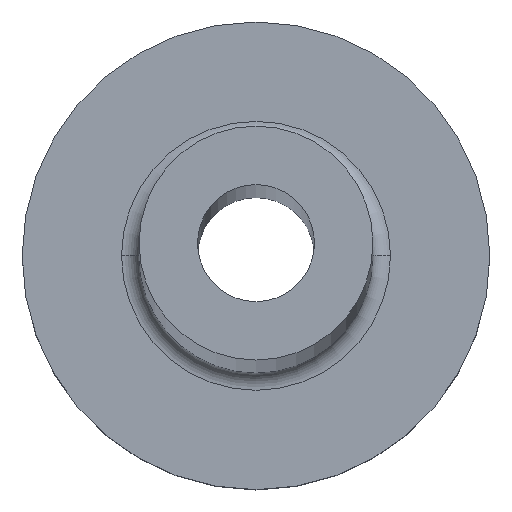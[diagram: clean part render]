
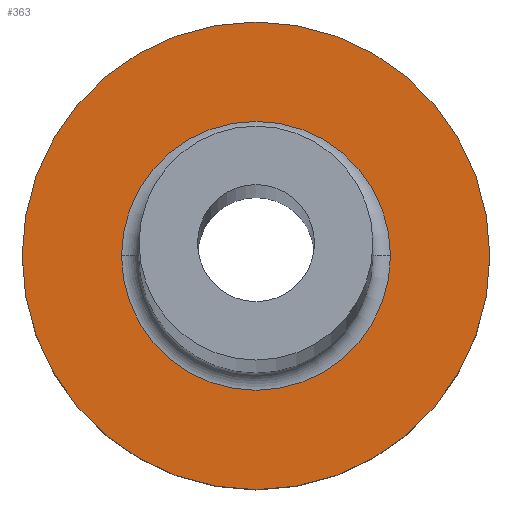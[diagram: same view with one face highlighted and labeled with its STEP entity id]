
A CAD part, top view. The second image highlights one B-rep face of the part: STEP entity #363.
In plain terms, the highlighted planar face has unit normal (0, 0, 1).
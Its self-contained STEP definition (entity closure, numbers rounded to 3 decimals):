
#1 = DIRECTION ( 'NONE',  ( 0., 0., -1. ) ) ;
#4 = CARTESIAN_POINT ( 'NONE',  ( -2.3, 0., 3. ) ) ;
#15 = VERTEX_POINT ( 'NONE', #141 ) ;
#48 = ORIENTED_EDGE ( 'NONE', *, *, #50, .T. ) ;
#49 = CARTESIAN_POINT ( 'NONE',  ( 0., 0., 3. ) ) ;
#50 = EDGE_CURVE ( 'NONE', #195, #287, #135, .T. ) ;
#51 = ORIENTED_EDGE ( 'NONE', *, *, #177, .T. ) ;
#54 = AXIS2_PLACEMENT_3D ( 'NONE', #314, #186, #65 ) ;
#65 = DIRECTION ( 'NONE',  ( 1., 0., 0. ) ) ;
#73 = ORIENTED_EDGE ( 'NONE', *, *, #123, .T. ) ;
#94 = DIRECTION ( 'NONE',  ( 1., 0., 0. ) ) ;
#110 = DIRECTION ( 'NONE',  ( 1., 0., 0. ) ) ;
#123 = EDGE_CURVE ( 'NONE', #15, #124, #346, .T. ) ;
#124 = VERTEX_POINT ( 'NONE', #335 ) ;
#129 = EDGE_LOOP ( 'NONE', ( #51, #48 ) ) ;
#132 = FACE_OUTER_BOUND ( 'NONE', #276, .T. ) ;
#135 = CIRCLE ( 'NONE', #358, 2.3 ) ;
#138 = CIRCLE ( 'NONE', #240, 2.3 ) ;
#141 = CARTESIAN_POINT ( 'NONE',  ( -4., 0., 3. ) ) ;
#173 = AXIS2_PLACEMENT_3D ( 'NONE', #210, #180, #94 ) ;
#177 = EDGE_CURVE ( 'NONE', #287, #195, #138, .T. ) ;
#180 = DIRECTION ( 'NONE',  ( 0., 0., 1. ) ) ;
#186 = DIRECTION ( 'NONE',  ( 0., 0., 1. ) ) ;
#195 = VERTEX_POINT ( 'NONE', #4 ) ;
#206 = DIRECTION ( 'NONE',  ( 1., 0., 0. ) ) ;
#210 = CARTESIAN_POINT ( 'NONE',  ( 0., 0., 3. ) ) ;
#226 = ORIENTED_EDGE ( 'NONE', *, *, #264, .T. ) ;
#227 = PLANE ( 'NONE',  #319 ) ;
#239 = DIRECTION ( 'NONE',  ( 1., 0., 0. ) ) ;
#240 = AXIS2_PLACEMENT_3D ( 'NONE', #267, #1, #239 ) ;
#243 = DIRECTION ( 'NONE',  ( 0., 0., -1. ) ) ;
#256 = DIRECTION ( 'NONE',  ( 0., 0., 1. ) ) ;
#264 = EDGE_CURVE ( 'NONE', #124, #15, #286, .T. ) ;
#267 = CARTESIAN_POINT ( 'NONE',  ( 0., 0., 3. ) ) ;
#276 = EDGE_LOOP ( 'NONE', ( #73, #226 ) ) ;
#286 = CIRCLE ( 'NONE', #54, 4. ) ;
#287 = VERTEX_POINT ( 'NONE', #306 ) ;
#306 = CARTESIAN_POINT ( 'NONE',  ( 2.3, 0., 3. ) ) ;
#314 = CARTESIAN_POINT ( 'NONE',  ( 0., 0., 3. ) ) ;
#319 = AXIS2_PLACEMENT_3D ( 'NONE', #49, #256, #110 ) ;
#324 = CARTESIAN_POINT ( 'NONE',  ( 0., 0., 3. ) ) ;
#335 = CARTESIAN_POINT ( 'NONE',  ( 4., 0., 3. ) ) ;
#346 = CIRCLE ( 'NONE', #173, 4. ) ;
#347 = FACE_BOUND ( 'NONE', #129, .T. ) ;
#358 = AXIS2_PLACEMENT_3D ( 'NONE', #324, #243, #206 ) ;
#363 = ADVANCED_FACE ( 'NONE', ( #347, #132 ), #227, .T. ) ;
